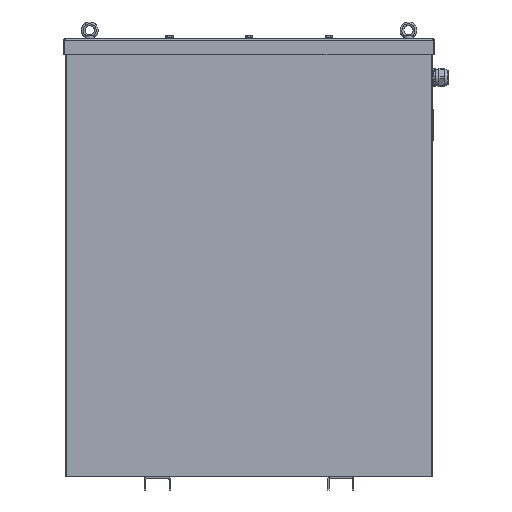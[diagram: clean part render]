
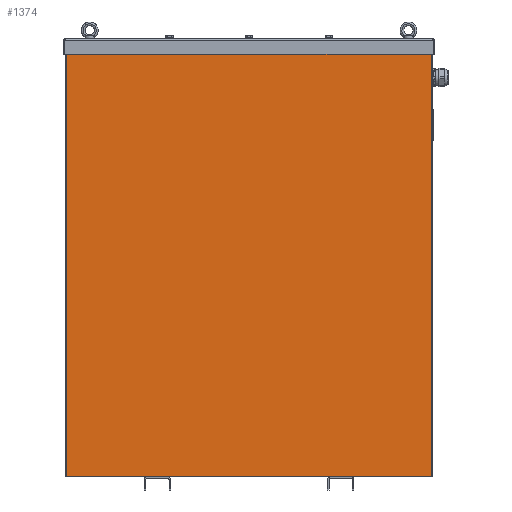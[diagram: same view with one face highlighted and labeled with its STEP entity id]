
A CAD part, left-side view. The second image highlights one B-rep face of the part: STEP entity #1374.
In plain terms, the highlighted face is planar.
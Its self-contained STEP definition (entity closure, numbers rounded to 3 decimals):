
#1140=CARTESIAN_POINT('',(0.,1643.0,2.0));
#1141=VERTEX_POINT('',#1140);
#1148=CARTESIAN_POINT('',(1376.0,1643.0,2.0));
#1149=VERTEX_POINT('',#1148);
#1150=CARTESIAN_POINT('',(0.,1643.0,2.0));
#1151=DIRECTION('',(1.0,0.0,0.0));
#1152=VECTOR('',#1151,1376.);
#1153=LINE('',#1150,#1152);
#1154=EDGE_CURVE('',#1141,#1149,#1153,.T.);
#1220=CARTESIAN_POINT('',(1376.0,0.,2.0));
#1221=VERTEX_POINT('',#1220);
#1229=CARTESIAN_POINT('',(0.0,0.0,2.0));
#1230=VERTEX_POINT('',#1229);
#1231=CARTESIAN_POINT('',(1376.0,0.,2.0));
#1232=DIRECTION('',(-1.0,0.0,0.0));
#1233=VECTOR('',#1232,1376.0);
#1234=LINE('',#1231,#1233);
#1235=EDGE_CURVE('',#1221,#1230,#1234,.T.);
#1319=CARTESIAN_POINT('',(1376.0,0.,2.0));
#1320=DIRECTION('',(0.0,1.0,0.0));
#1321=VECTOR('',#1320,1643.);
#1322=LINE('',#1319,#1321);
#1323=EDGE_CURVE('',#1221,#1149,#1322,.T.);
#1351=CARTESIAN_POINT('',(0.0,0.0,2.0));
#1352=DIRECTION('',(0.0,1.0,0.0));
#1353=VECTOR('',#1352,1643.0);
#1354=LINE('',#1351,#1353);
#1355=EDGE_CURVE('',#1230,#1141,#1354,.T.);
#1363=CARTESIAN_POINT('',(690.0,821.5,2.0));
#1364=DIRECTION('',(0.0,0.0,1.0));
#1365=DIRECTION('',(1.0,0.0,0.0));
#1366=AXIS2_PLACEMENT_3D('',#1363,#1364,#1365);
#1367=PLANE('',#1366);
#1368=ORIENTED_EDGE('',*,*,#1323,.T.);
#1369=ORIENTED_EDGE('',*,*,#1154,.F.);
#1370=ORIENTED_EDGE('',*,*,#1355,.F.);
#1371=ORIENTED_EDGE('',*,*,#1235,.F.);
#1372=EDGE_LOOP('',(#1368,#1369,#1370,#1371));
#1373=FACE_OUTER_BOUND('',#1372,.T.);
#1374=ADVANCED_FACE('',(#1373),#1367,.T.);
